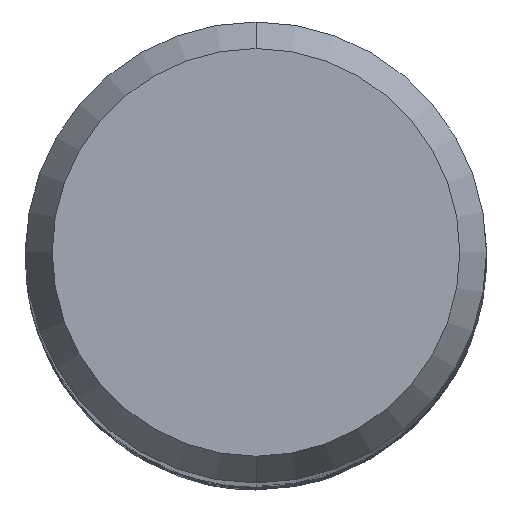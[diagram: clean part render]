
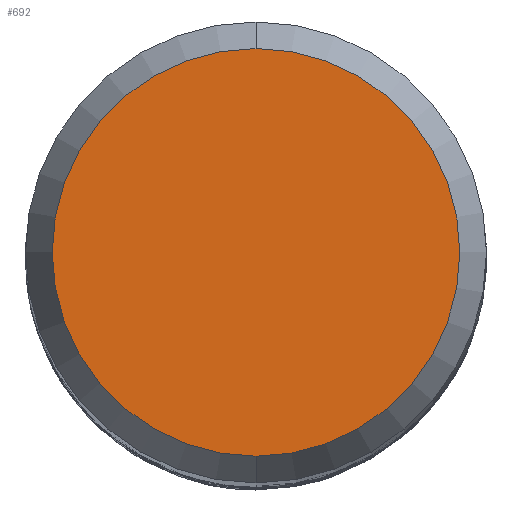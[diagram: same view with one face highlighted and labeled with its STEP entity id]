
A CAD part, top view. The second image highlights one B-rep face of the part: STEP entity #692.
In plain terms, the highlighted planar face has unit normal (0, 0, 1).
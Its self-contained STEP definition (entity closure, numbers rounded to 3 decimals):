
#692=ADVANCED_FACE('',(#1827),#1828,.T.);
#694=EDGE_CURVE('',#1420,#1064,#1830,.T.);
#1064=VERTEX_POINT('',#2234);
#1092=EDGE_CURVE('',#1064,#1420,#2263,.T.);
#1420=VERTEX_POINT('',#2623);
#1827=FACE_OUTER_BOUND('',#4229,.T.);
#1828=PLANE('',#4230);
#1830=CIRCLE('',#4233,4.423);
#2234=CARTESIAN_POINT('',(0.0,4.423,0.0));
#2263=CIRCLE('',#10678,4.423);
#2623=CARTESIAN_POINT('',(0.,-4.423,0.0));
#4229=EDGE_LOOP('',(#16634,#16635));
#4230=AXIS2_PLACEMENT_3D('',#16636,#16637,#16638);
#4233=AXIS2_PLACEMENT_3D('',#16639,#16640,#16641);
#10678=AXIS2_PLACEMENT_3D('',#17119,#17120,#17121);
#16634=ORIENTED_EDGE('',*,*,#1092,.F.);
#16635=ORIENTED_EDGE('',*,*,#694,.F.);
#16636=CARTESIAN_POINT('',(0.0,2.211,0.0));
#16637=DIRECTION('',(-0.0,0.0,1.0));
#16638=DIRECTION('',(0.0,-1.0,0.0));
#16639=CARTESIAN_POINT('',(0.0,0.0,0.0));
#16640=DIRECTION('',(0.0,0.0,-1.0));
#16641=DIRECTION('',(0.0,1.0,0.0));
#17119=CARTESIAN_POINT('',(0.0,0.0,0.0));
#17120=DIRECTION('',(0.0,0.0,-1.0));
#17121=DIRECTION('',(0.0,1.0,0.0));
